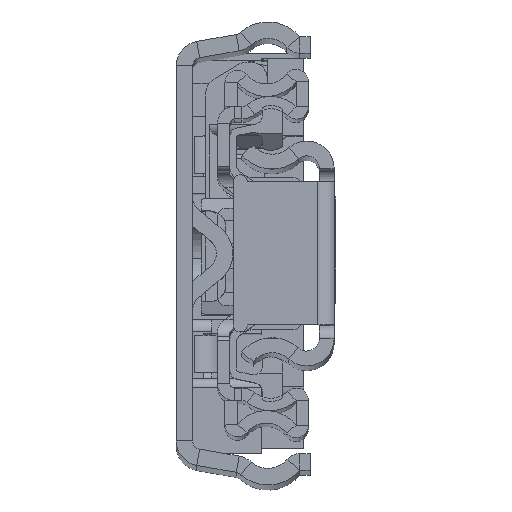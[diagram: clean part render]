
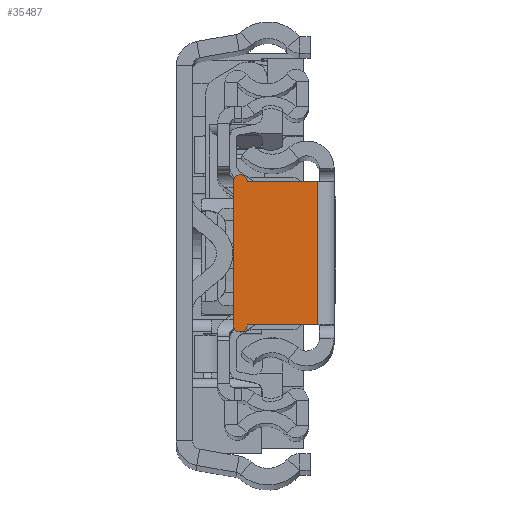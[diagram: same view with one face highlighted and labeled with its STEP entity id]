
A CAD part, top view. The second image highlights one B-rep face of the part: STEP entity #35487.
In plain terms, the highlighted planar face has unit normal (0, 0, 1).
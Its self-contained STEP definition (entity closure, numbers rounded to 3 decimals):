
#193 = AXIS2_PLACEMENT_3D ( 'NONE', #25426, #19123, #6503 ) ;
#2586 = ORIENTED_EDGE ( 'NONE', *, *, #33126, .F. ) ;
#3610 = ORIENTED_EDGE ( 'NONE', *, *, #20494, .F. ) ;
#4577 = VECTOR ( 'NONE', #37758, 1000. ) ;
#6503 = DIRECTION ( 'NONE',  ( 1., 0., 0. ) ) ;
#8197 = CARTESIAN_POINT ( 'NONE',  ( -10.5, 8.65, 0. ) ) ;
#8459 = DIRECTION ( 'NONE',  ( -1., 0., 0. ) ) ;
#8561 = ORIENTED_EDGE ( 'NONE', *, *, #20855, .T. ) ;
#9584 = DIRECTION ( 'NONE',  ( 0., 0., 1. ) ) ;
#10257 = EDGE_CURVE ( 'NONE', #17014, #20265, #29394, .T. ) ;
#12854 = ORIENTED_EDGE ( 'NONE', *, *, #27395, .F. ) ;
#12883 = LINE ( 'NONE', #13100, #27254 ) ;
#13100 = CARTESIAN_POINT ( 'NONE',  ( -12.2, 8.65, 0. ) ) ;
#13433 = DIRECTION ( 'NONE',  ( 0., 1., 0. ) ) ;
#14356 = CIRCLE ( 'NONE', #193, 0.85 ) ;
#15585 = ORIENTED_EDGE ( 'NONE', *, *, #16373, .T. ) ;
#16373 = EDGE_CURVE ( 'NONE', #17283, #32461, #31269, .T. ) ;
#17014 = VERTEX_POINT ( 'NONE', #20053 ) ;
#17283 = VERTEX_POINT ( 'NONE', #34195 ) ;
#19123 = DIRECTION ( 'NONE',  ( 0., 0., 1. ) ) ;
#19724 = CARTESIAN_POINT ( 'NONE',  ( -2., 0., 0. ) ) ;
#20053 = CARTESIAN_POINT ( 'NONE',  ( -2., -8.65, 0. ) ) ;
#20265 = VERTEX_POINT ( 'NONE', #36453 ) ;
#20494 = EDGE_CURVE ( 'NONE', #17014, #32461, #40441, .T. ) ;
#20855 = EDGE_CURVE ( 'NONE', #22458, #31856, #14356, .T. ) ;
#22188 = ORIENTED_EDGE ( 'NONE', *, *, #10257, .T. ) ;
#22458 = VERTEX_POINT ( 'NONE', #8197 ) ;
#23244 = AXIS2_PLACEMENT_3D ( 'NONE', #30843, #37382, #34436 ) ;
#23775 = CARTESIAN_POINT ( 'NONE',  ( -12.2, 8.65, 0. ) ) ;
#24436 = CARTESIAN_POINT ( 'NONE',  ( -12.2, -8.65, 0. ) ) ;
#25426 = CARTESIAN_POINT ( 'NONE',  ( -11.35, 8.65, 0. ) ) ;
#25623 = AXIS2_PLACEMENT_3D ( 'NONE', #41364, #9584, #31439 ) ;
#25923 = DIRECTION ( 'NONE',  ( 0., 1., 0. ) ) ;
#26417 = VECTOR ( 'NONE', #13433, 1000. ) ;
#27254 = VECTOR ( 'NONE', #25923, 1000. ) ;
#27395 = EDGE_CURVE ( 'NONE', #22458, #20265, #35454, .T. ) ;
#28079 = PLANE ( 'NONE',  #25623 ) ;
#29394 = LINE ( 'NONE', #19724, #26417 ) ;
#30156 = CARTESIAN_POINT ( 'NONE',  ( -10.5, -8.65, 0. ) ) ;
#30843 = CARTESIAN_POINT ( 'NONE',  ( -11.35, -8.65, 0. ) ) ;
#31269 = CIRCLE ( 'NONE', #23244, 0.85 ) ;
#31439 = DIRECTION ( 'NONE',  ( 1., 0., 0. ) ) ;
#31856 = VERTEX_POINT ( 'NONE', #23775 ) ;
#32461 = VERTEX_POINT ( 'NONE', #30156 ) ;
#33126 = EDGE_CURVE ( 'NONE', #17283, #31856, #12883, .T. ) ;
#34195 = CARTESIAN_POINT ( 'NONE',  ( -12.2, -8.65, 0. ) ) ;
#34436 = DIRECTION ( 'NONE',  ( -1., 0., 0. ) ) ;
#34625 = CARTESIAN_POINT ( 'NONE',  ( -1.8, 8.65, 0. ) ) ;
#35454 = LINE ( 'NONE', #34625, #4577 ) ;
#35487 = ADVANCED_FACE ( 'NONE', ( #37968 ), #28079, .T. ) ;
#36453 = CARTESIAN_POINT ( 'NONE',  ( -2., 8.65, 0. ) ) ;
#37382 = DIRECTION ( 'NONE',  ( 0., 0., 1. ) ) ;
#37758 = DIRECTION ( 'NONE',  ( 1., 0., 0. ) ) ;
#37968 = FACE_OUTER_BOUND ( 'NONE', #39015, .T. ) ;
#39015 = EDGE_LOOP ( 'NONE', ( #2586, #15585, #3610, #22188, #12854, #8561 ) ) ;
#39162 = VECTOR ( 'NONE', #8459, 1000. ) ;
#40441 = LINE ( 'NONE', #24436, #39162 ) ;
#41364 = CARTESIAN_POINT ( 'NONE',  ( 0., 0., 0. ) ) ;
